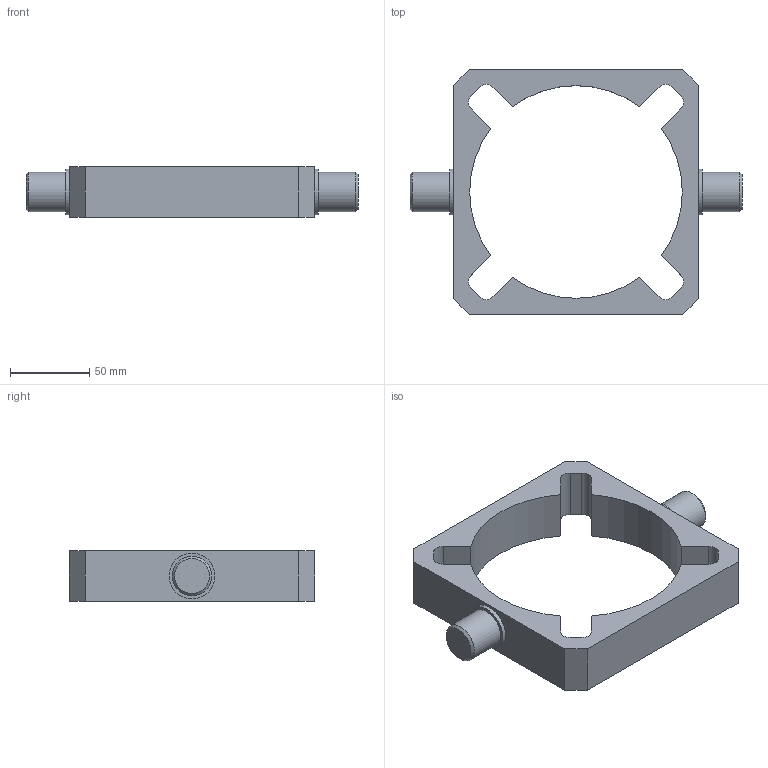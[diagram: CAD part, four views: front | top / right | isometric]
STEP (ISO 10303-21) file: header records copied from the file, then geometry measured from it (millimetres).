
FILE_DESCRIPTION((''),'2;1');
FILE_NAME('1320_125_12F.stp','2006-07-10T15:56:00',('rivolro1'),(''),'Autodesk Inventor 11','Autodesk Inventor 11','');
FILE_SCHEMA(('AUTOMOTIVE_DESIGN { 1 0 10303 214 1 1 1 1 }'));
Length unit declared in the file: millimetre
Products named in the file (1): 1320_125_12F
Bounding box: 210 x 155 x 32 mm (x, y, z)
Volume: 279967.6 mm3; surface area: 57953 mm2
Topology: 1 solids, 1 shells, 44 faces, 112 edges, 74 vertices
Faces by surface type: plane 26, cylinder 16, cone 2
Full cylindrical faces by diameter (mm): 25 x2, 29 x2
Entity records: 1331 total; most frequent: DIRECTION 230, CARTESIAN_POINT 225, ORIENTED_EDGE 212, EDGE_CURVE 106, AXIS2_PLACEMENT_3D 79, VERTEX_POINT 74, VECTOR 72, LINE 72
